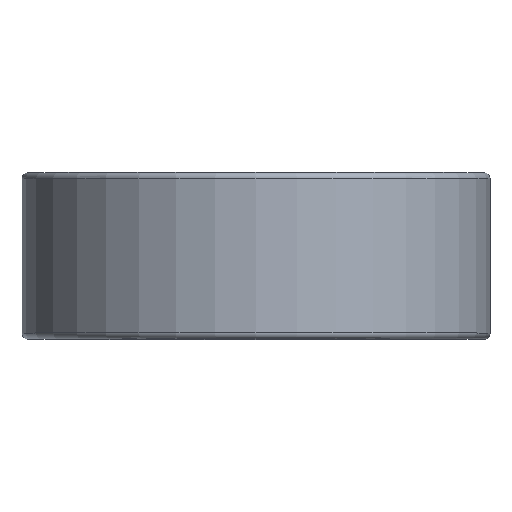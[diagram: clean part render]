
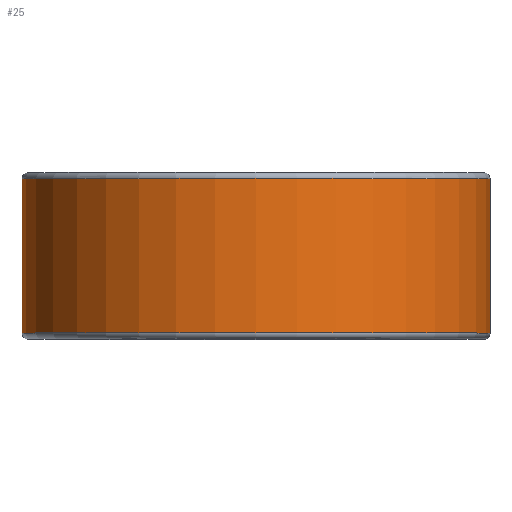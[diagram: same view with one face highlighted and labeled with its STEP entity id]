
A CAD part, top view. The second image highlights one B-rep face of the part: STEP entity #25.
In plain terms, the highlighted cylindrical face has radius 28.994 mm (diameter 57.988 mm), a partial arc.
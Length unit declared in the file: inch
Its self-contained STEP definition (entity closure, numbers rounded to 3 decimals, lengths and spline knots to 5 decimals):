
#6 = DIRECTION ( 'NONE',  ( 0., 1., 0. ) ) ;
#22 = DIRECTION ( 'NONE',  ( 0., 0., -1. ) ) ;
#25 = ADVANCED_FACE ( 'NONE', ( #1599 ), #539, .T. ) ;
#38 = AXIS2_PLACEMENT_3D ( 'NONE', #2315, #1193, #22 ) ;
#147 = DIRECTION ( 'NONE',  ( 0., 0., -1. ) ) ;
#150 = LINE ( 'NONE', #726, #333 ) ;
#172 = CARTESIAN_POINT ( 'NONE',  ( 0., -0.37625, 0. ) ) ;
#206 = CIRCLE ( 'NONE', #1742, 1.1415 ) ;
#332 = EDGE_CURVE ( 'NONE', #1566, #2054, #206, .T. ) ;
#333 = VECTOR ( 'NONE', #6, 39.37008 ) ;
#334 = VERTEX_POINT ( 'NONE', #934 ) ;
#464 = EDGE_CURVE ( 'NONE', #2054, #1130, #2033, .T. ) ;
#519 = CARTESIAN_POINT ( 'NONE',  ( 0., 0.375, 0. ) ) ;
#522 = EDGE_CURVE ( 'NONE', #1566, #334, #150, .T. ) ;
#539 = CYLINDRICAL_SURFACE ( 'NONE', #984, 1.1415 ) ;
#588 = DIRECTION ( 'NONE',  ( 0., -1., 0. ) ) ;
#691 = DIRECTION ( 'NONE',  ( 0., 1., 0. ) ) ;
#714 = CARTESIAN_POINT ( 'NONE',  ( 0., 0.37625, -1.1415 ) ) ;
#726 = CARTESIAN_POINT ( 'NONE',  ( 1.1415, 0.37625, 0. ) ) ;
#728 = CARTESIAN_POINT ( 'NONE',  ( 0., 0.37625, -1.1415 ) ) ;
#741 = ORIENTED_EDGE ( 'NONE', *, *, #1432, .T. ) ;
#844 = DIRECTION ( 'NONE',  ( 0., 0., -1. ) ) ;
#871 = ORIENTED_EDGE ( 'NONE', *, *, #464, .F. ) ;
#927 = DIRECTION ( 'NONE',  ( 0., -1., 0. ) ) ;
#934 = CARTESIAN_POINT ( 'NONE',  ( 1.1415, 0.37625, 0. ) ) ;
#984 = AXIS2_PLACEMENT_3D ( 'NONE', #519, #588, #844 ) ;
#1130 = VERTEX_POINT ( 'NONE', #728 ) ;
#1193 = DIRECTION ( 'NONE',  ( 0., -1., 0. ) ) ;
#1316 = VECTOR ( 'NONE', #691, 39.37008 ) ;
#1324 = ORIENTED_EDGE ( 'NONE', *, *, #522, .T. ) ;
#1415 = CIRCLE ( 'NONE', #38, 1.1415 ) ;
#1432 = EDGE_CURVE ( 'NONE', #334, #1130, #1415, .T. ) ;
#1552 = EDGE_LOOP ( 'NONE', ( #1324, #741, #871, #1901 ) ) ;
#1566 = VERTEX_POINT ( 'NONE', #1967 ) ;
#1599 = FACE_OUTER_BOUND ( 'NONE', #1552, .T. ) ;
#1742 = AXIS2_PLACEMENT_3D ( 'NONE', #172, #927, #147 ) ;
#1901 = ORIENTED_EDGE ( 'NONE', *, *, #332, .F. ) ;
#1967 = CARTESIAN_POINT ( 'NONE',  ( 1.1415, -0.37625, 0. ) ) ;
#2033 = LINE ( 'NONE', #714, #1316 ) ;
#2054 = VERTEX_POINT ( 'NONE', #2090 ) ;
#2090 = CARTESIAN_POINT ( 'NONE',  ( 0., -0.37625, -1.1415 ) ) ;
#2315 = CARTESIAN_POINT ( 'NONE',  ( 0., 0.37625, 0. ) ) ;
